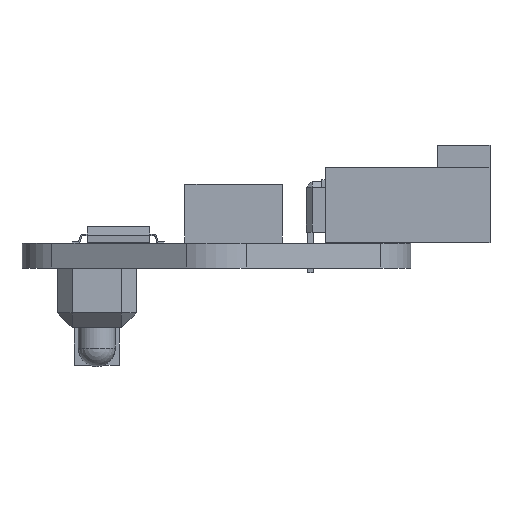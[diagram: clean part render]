
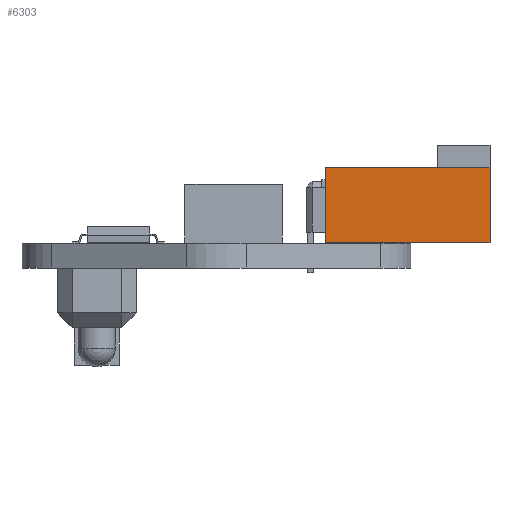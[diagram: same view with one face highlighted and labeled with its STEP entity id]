
A CAD part, left-side view. The second image highlights one B-rep face of the part: STEP entity #6303.
In plain terms, the highlighted planar face has unit normal (-1, 0, 0).
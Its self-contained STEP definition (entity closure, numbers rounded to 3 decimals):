
#3518 = PLANE('',#3519);
#3519 = AXIS2_PLACEMENT_3D('',#3520,#3521,#3522);
#3520 = CARTESIAN_POINT('',(-1.25,-7.3,1.7));
#3521 = DIRECTION('',(0.,1.,0.));
#3522 = DIRECTION('',(0.,0.,1.));
#3622 = EDGE_CURVE('',#3623,#3625,#3627,.T.);
#3623 = VERTEX_POINT('',#3624);
#3624 = CARTESIAN_POINT('',(-10.75,-7.3,1.7));
#3625 = VERTEX_POINT('',#3626);
#3626 = CARTESIAN_POINT('',(-10.75,-7.3,6.7));
#3627 = SURFACE_CURVE('',#3628,(#3632,#3639),.PCURVE_S1.);
#3628 = LINE('',#3629,#3630);
#3629 = CARTESIAN_POINT('',(-10.75,-7.3,1.7));
#3630 = VECTOR('',#3631,1.);
#3631 = DIRECTION('',(0.,0.,1.));
#3632 = PCURVE('',#3518,#3633);
#3633 = DEFINITIONAL_REPRESENTATION('',(#3634),#3638);
#3634 = LINE('',#3635,#3636);
#3635 = CARTESIAN_POINT('',(0.,-9.5));
#3636 = VECTOR('',#3637,1.);
#3637 = DIRECTION('',(1.,0.));
#3638 = ( GEOMETRIC_REPRESENTATION_CONTEXT(2) 
PARAMETRIC_REPRESENTATION_CONTEXT() REPRESENTATION_CONTEXT('2D SPACE',''
  ) );
#3639 = PCURVE('',#3640,#3645);
#3640 = PLANE('',#3641);
#3641 = AXIS2_PLACEMENT_3D('',#3642,#3643,#3644);
#3642 = CARTESIAN_POINT('',(-10.75,-14.8,1.7));
#3643 = DIRECTION('',(-1.,0.,0.));
#3644 = DIRECTION('',(0.,0.,1.));
#3645 = DEFINITIONAL_REPRESENTATION('',(#3646),#3650);
#3646 = LINE('',#3647,#3648);
#3647 = CARTESIAN_POINT('',(0.,7.5));
#3648 = VECTOR('',#3649,1.);
#3649 = DIRECTION('',(1.,0.));
#3650 = ( GEOMETRIC_REPRESENTATION_CONTEXT(2) 
PARAMETRIC_REPRESENTATION_CONTEXT() REPRESENTATION_CONTEXT('2D SPACE',''
  ) );
#3668 = PLANE('',#3669);
#3669 = AXIS2_PLACEMENT_3D('',#3670,#3671,#3672);
#3670 = CARTESIAN_POINT('',(-1.25,-14.8,6.7));
#3671 = DIRECTION('',(0.,0.,-1.));
#3672 = DIRECTION('',(0.,-1.,0.));
#3722 = PLANE('',#3723);
#3723 = AXIS2_PLACEMENT_3D('',#3724,#3725,#3726);
#3724 = CARTESIAN_POINT('',(-5.542,-12.953,1.7));
#3725 = DIRECTION('',(0.,0.,1.));
#3726 = DIRECTION('',(0.,1.,0.));
#3857 = PLANE('',#3858);
#3858 = AXIS2_PLACEMENT_3D('',#3859,#3860,#3861);
#3859 = CARTESIAN_POINT('',(-1.25,-18.3,1.7));
#3860 = DIRECTION('',(0.,-1.,0.));
#3861 = DIRECTION('',(0.,0.,-1.));
#4137 = VERTEX_POINT('',#4138);
#4138 = CARTESIAN_POINT('',(-10.75,-18.3,6.7));
#4159 = EDGE_CURVE('',#4160,#4137,#4162,.T.);
#4160 = VERTEX_POINT('',#4161);
#4161 = CARTESIAN_POINT('',(-10.75,-18.3,1.7));
#4162 = SURFACE_CURVE('',#4163,(#4167,#4174),.PCURVE_S1.);
#4163 = LINE('',#4164,#4165);
#4164 = CARTESIAN_POINT('',(-10.75,-18.3,1.7));
#4165 = VECTOR('',#4166,1.);
#4166 = DIRECTION('',(0.,0.,1.));
#4167 = PCURVE('',#3857,#4168);
#4168 = DEFINITIONAL_REPRESENTATION('',(#4169),#4173);
#4169 = LINE('',#4170,#4171);
#4170 = CARTESIAN_POINT('',(0.,-9.5));
#4171 = VECTOR('',#4172,1.);
#4172 = DIRECTION('',(-1.,0.));
#4173 = ( GEOMETRIC_REPRESENTATION_CONTEXT(2) 
PARAMETRIC_REPRESENTATION_CONTEXT() REPRESENTATION_CONTEXT('2D SPACE',''
  ) );
#4174 = PCURVE('',#3640,#4175);
#4175 = DEFINITIONAL_REPRESENTATION('',(#4176),#4180);
#4176 = LINE('',#4177,#4178);
#4177 = CARTESIAN_POINT('',(0.,-3.5));
#4178 = VECTOR('',#4179,1.);
#4179 = DIRECTION('',(1.,0.));
#4180 = ( GEOMETRIC_REPRESENTATION_CONTEXT(2) 
PARAMETRIC_REPRESENTATION_CONTEXT() REPRESENTATION_CONTEXT('2D SPACE',''
  ) );
#6303 = ADVANCED_FACE('',(#6304),#3640,.T.);
#6304 = FACE_BOUND('',#6305,.T.);
#6305 = EDGE_LOOP('',(#6306,#6327,#6328,#6349));
#6306 = ORIENTED_EDGE('',*,*,#6307,.F.);
#6307 = EDGE_CURVE('',#4160,#3623,#6308,.T.);
#6308 = SURFACE_CURVE('',#6309,(#6313,#6320),.PCURVE_S1.);
#6309 = LINE('',#6310,#6311);
#6310 = CARTESIAN_POINT('',(-10.75,-14.8,1.7));
#6311 = VECTOR('',#6312,1.);
#6312 = DIRECTION('',(0.,1.,0.));
#6313 = PCURVE('',#3640,#6314);
#6314 = DEFINITIONAL_REPRESENTATION('',(#6315),#6319);
#6315 = LINE('',#6316,#6317);
#6316 = CARTESIAN_POINT('',(0.,0.));
#6317 = VECTOR('',#6318,1.);
#6318 = DIRECTION('',(0.,1.));
#6319 = ( GEOMETRIC_REPRESENTATION_CONTEXT(2) 
PARAMETRIC_REPRESENTATION_CONTEXT() REPRESENTATION_CONTEXT('2D SPACE',''
  ) );
#6320 = PCURVE('',#3722,#6321);
#6321 = DEFINITIONAL_REPRESENTATION('',(#6322),#6326);
#6322 = LINE('',#6323,#6324);
#6323 = CARTESIAN_POINT('',(-1.847,5.208));
#6324 = VECTOR('',#6325,1.);
#6325 = DIRECTION('',(1.,0.));
#6326 = ( GEOMETRIC_REPRESENTATION_CONTEXT(2) 
PARAMETRIC_REPRESENTATION_CONTEXT() REPRESENTATION_CONTEXT('2D SPACE',''
  ) );
#6327 = ORIENTED_EDGE('',*,*,#4159,.T.);
#6328 = ORIENTED_EDGE('',*,*,#6329,.T.);
#6329 = EDGE_CURVE('',#4137,#3625,#6330,.T.);
#6330 = SURFACE_CURVE('',#6331,(#6335,#6342),.PCURVE_S1.);
#6331 = LINE('',#6332,#6333);
#6332 = CARTESIAN_POINT('',(-10.75,-18.3,6.7));
#6333 = VECTOR('',#6334,1.);
#6334 = DIRECTION('',(0.,1.,0.));
#6335 = PCURVE('',#3640,#6336);
#6336 = DEFINITIONAL_REPRESENTATION('',(#6337),#6341);
#6337 = LINE('',#6338,#6339);
#6338 = CARTESIAN_POINT('',(5.,-3.5));
#6339 = VECTOR('',#6340,1.);
#6340 = DIRECTION('',(0.,1.));
#6341 = ( GEOMETRIC_REPRESENTATION_CONTEXT(2) 
PARAMETRIC_REPRESENTATION_CONTEXT() REPRESENTATION_CONTEXT('2D SPACE',''
  ) );
#6342 = PCURVE('',#3668,#6343);
#6343 = DEFINITIONAL_REPRESENTATION('',(#6344),#6348);
#6344 = LINE('',#6345,#6346);
#6345 = CARTESIAN_POINT('',(3.5,9.5));
#6346 = VECTOR('',#6347,1.);
#6347 = DIRECTION('',(-1.,0.));
#6348 = ( GEOMETRIC_REPRESENTATION_CONTEXT(2) 
PARAMETRIC_REPRESENTATION_CONTEXT() REPRESENTATION_CONTEXT('2D SPACE',''
  ) );
#6349 = ORIENTED_EDGE('',*,*,#3622,.F.);
